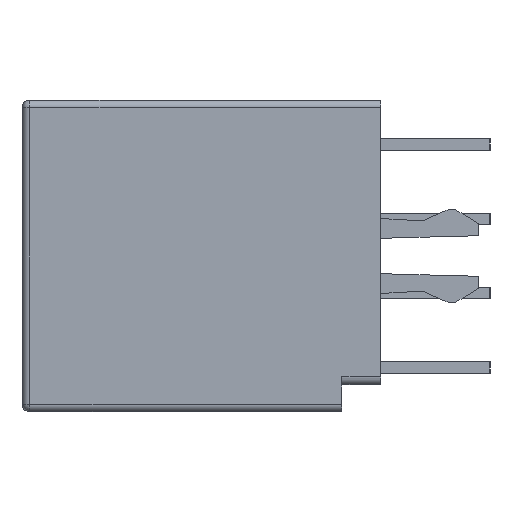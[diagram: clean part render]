
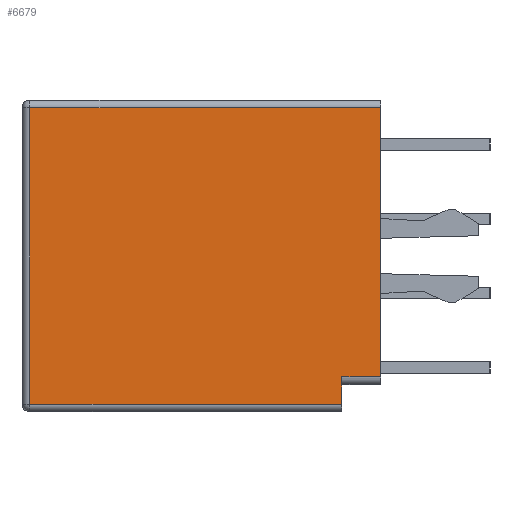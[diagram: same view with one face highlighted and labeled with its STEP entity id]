
A CAD part, left-side view. The second image highlights one B-rep face of the part: STEP entity #6679.
In plain terms, the highlighted planar face has unit normal (-1, 0, 0).
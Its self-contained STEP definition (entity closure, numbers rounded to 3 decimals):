
#6018 = EDGE_CURVE ( 'NONE', #6019, #6020, #27409, .T. ) ;
#6019 = VERTEX_POINT ( 'NONE', #27405 ) ;
#6020 = VERTEX_POINT ( 'NONE', #27404 ) ;
#6246 = EDGE_CURVE ( 'NONE', #6247, #6248, #27742, .T. ) ;
#6247 = VERTEX_POINT ( 'NONE', #27738 ) ;
#6248 = VERTEX_POINT ( 'NONE', #27737 ) ;
#6658 = ORIENTED_EDGE ( 'NONE', *, *, #6659, .T. ) ;
#6659 = EDGE_CURVE ( 'NONE', #6247, #6660, #28513, .T. ) ;
#6660 = VERTEX_POINT ( 'NONE', #28505 ) ;
#6661 = ORIENTED_EDGE ( 'NONE', *, *, #6662, .T. ) ;
#6662 = EDGE_CURVE ( 'NONE', #6660, #6663, #28504, .T. ) ;
#6663 = VERTEX_POINT ( 'NONE', #28499 ) ;
#6664 = ORIENTED_EDGE ( 'NONE', *, *, #6665, .T. ) ;
#6665 = EDGE_CURVE ( 'NONE', #6663, #6019, #28498, .T. ) ;
#6679 = ADVANCED_FACE ( 'NONE', ( #28540 ), #28539, .F. ) ;
#6680 = EDGE_LOOP ( 'NONE', ( #6681, #6682, #7560, #6658, #6661, #6664 ) ) ;
#6681 = ORIENTED_EDGE ( 'NONE', *, *, #6018, .T. ) ;
#6682 = ORIENTED_EDGE ( 'NONE', *, *, #6683, .T. ) ;
#6683 = EDGE_CURVE ( 'NONE', #6020, #6248, #28535, .T. ) ;
#7560 = ORIENTED_EDGE ( 'NONE', *, *, #6246, .F. ) ;
#27404 = CARTESIAN_POINT ( 'NONE',  ( -38.05, 0., -3.1 ) ) ;
#27405 = CARTESIAN_POINT ( 'NONE',  ( -38.05, 0., -3.8 ) ) ;
#27406 = DIRECTION ( 'NONE',  ( 0., 0., 1. ) ) ;
#27407 = VECTOR ( 'NONE', #27406, 1000. ) ;
#27408 = CARTESIAN_POINT ( 'NONE',  ( -38.05, 0., -4. ) ) ;
#27409 = LINE ( 'NONE', #27408, #27407 ) ;
#27737 = CARTESIAN_POINT ( 'NONE',  ( -38.05, -1., -3.1 ) ) ;
#27738 = CARTESIAN_POINT ( 'NONE',  ( -38.05, -1., 3.8 ) ) ;
#27739 = DIRECTION ( 'NONE',  ( 0., 0., -1. ) ) ;
#27740 = VECTOR ( 'NONE', #27739, 1000. ) ;
#27741 = CARTESIAN_POINT ( 'NONE',  ( -38.05, -1., 4. ) ) ;
#27742 = LINE ( 'NONE', #27741, #27740 ) ;
#28494 = DIRECTION ( 'NONE',  ( 0., -1., 0. ) ) ;
#28496 = VECTOR ( 'NONE', #28494, 1000. ) ;
#28497 = CARTESIAN_POINT ( 'NONE',  ( -38.05, -1., -3.8 ) ) ;
#28498 = LINE ( 'NONE', #28497, #28496 ) ;
#28499 = CARTESIAN_POINT ( 'NONE',  ( -38.05, 8., -3.8 ) ) ;
#28501 = DIRECTION ( 'NONE',  ( 0., 0., -1. ) ) ;
#28502 = VECTOR ( 'NONE', #28501, 1000. ) ;
#28503 = CARTESIAN_POINT ( 'NONE',  ( -38.05, 8., 4. ) ) ;
#28504 = LINE ( 'NONE', #28503, #28502 ) ;
#28505 = CARTESIAN_POINT ( 'NONE',  ( -38.05, 8., 3.8 ) ) ;
#28506 = DIRECTION ( 'NONE',  ( 0., 1., 0. ) ) ;
#28507 = VECTOR ( 'NONE', #28506, 1000. ) ;
#28508 = CARTESIAN_POINT ( 'NONE',  ( -38.05, -1., 3.8 ) ) ;
#28513 = LINE ( 'NONE', #28508, #28507 ) ;
#28527 = DIRECTION ( 'NONE',  ( 0., -1., 0. ) ) ;
#28528 = VECTOR ( 'NONE', #28527, 1000. ) ;
#28529 = CARTESIAN_POINT ( 'NONE',  ( -38.05, -1., -3.1 ) ) ;
#28531 = DIRECTION ( 'NONE',  ( 0., 0., -1. ) ) ;
#28532 = DIRECTION ( 'NONE',  ( 1., 0., 0. ) ) ;
#28534 = AXIS2_PLACEMENT_3D ( 'NONE', #28537, #28532, #28531 ) ;
#28535 = LINE ( 'NONE', #28529, #28528 ) ;
#28537 = CARTESIAN_POINT ( 'NONE',  ( -38.05, -1., 4. ) ) ;
#28539 = PLANE ( 'NONE',  #28534 ) ;
#28540 = FACE_OUTER_BOUND ( 'NONE', #6680, .T. ) ;
